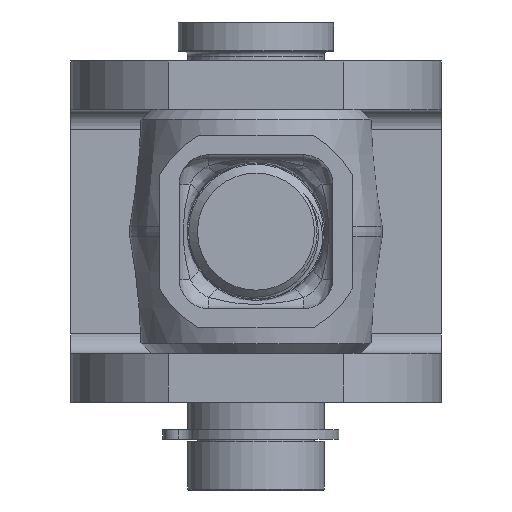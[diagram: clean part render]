
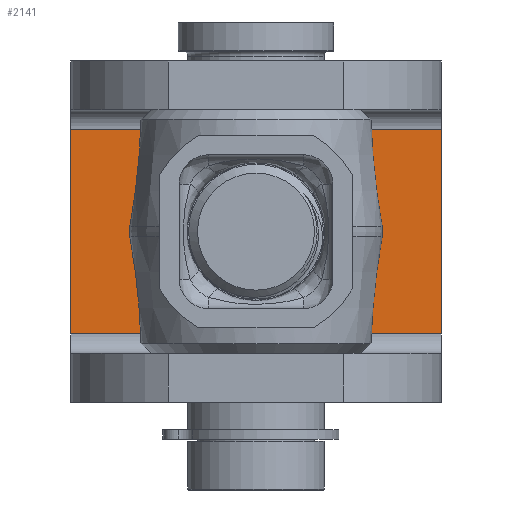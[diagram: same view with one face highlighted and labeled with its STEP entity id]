
A CAD part, left-side view. The second image highlights one B-rep face of the part: STEP entity #2141.
In plain terms, the highlighted face is planar.
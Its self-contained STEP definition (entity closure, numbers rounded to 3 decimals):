
#73=FACE_BOUND('',#631,.T.);
#104=PLANE('',#2474);
#192=LINE('',#7849,#299);
#198=LINE('',#7867,#305);
#199=LINE('',#7871,#306);
#200=LINE('',#7872,#307);
#299=VECTOR('',#2945,10.);
#305=VECTOR('',#2967,10.);
#306=VECTOR('',#2972,10.);
#307=VECTOR('',#2973,10.);
#493=FACE_OUTER_BOUND('',#630,.T.);
#630=EDGE_LOOP('',(#1889,#1890,#1891,#1892));
#631=EDGE_LOOP('',(#1893));
#821=CIRCLE('',#2437,5.25);
#1007=VERTEX_POINT('',#7765);
#1037=VERTEX_POINT('',#7846);
#1038=VERTEX_POINT('',#7848);
#1042=VERTEX_POINT('',#7866);
#1043=VERTEX_POINT('',#7870);
#1285=EDGE_CURVE('',#1007,#1007,#821,.T.);
#1325=EDGE_CURVE('',#1038,#1037,#192,.T.);
#1334=EDGE_CURVE('',#1042,#1038,#198,.T.);
#1336=EDGE_CURVE('',#1043,#1037,#199,.T.);
#1337=EDGE_CURVE('',#1042,#1043,#200,.T.);
#1889=ORIENTED_EDGE('',*,*,#1325,.T.);
#1890=ORIENTED_EDGE('',*,*,#1336,.F.);
#1891=ORIENTED_EDGE('',*,*,#1337,.F.);
#1892=ORIENTED_EDGE('',*,*,#1334,.T.);
#1893=ORIENTED_EDGE('',*,*,#1285,.T.);
#2141=ADVANCED_FACE('',(#493,#73),#104,.T.);
#2437=AXIS2_PLACEMENT_3D('',#7767,#2866,#2867);
#2474=AXIS2_PLACEMENT_3D('',#7869,#2970,#2971);
#2866=DIRECTION('center_axis',(0.,1.,0.));
#2867=DIRECTION('ref_axis',(-1.,0.,0.));
#2945=DIRECTION('',(-1.,0.,0.));
#2967=DIRECTION('',(0.,0.,1.));
#2970=DIRECTION('center_axis',(0.,-1.,0.));
#2971=DIRECTION('ref_axis',(0.,0.,-1.));
#2972=DIRECTION('',(0.,0.,1.));
#2973=DIRECTION('',(-1.,0.,0.));
#7765=CARTESIAN_POINT('',(22.75,37.,19.));
#7767=CARTESIAN_POINT('Origin',(17.5,37.,19.));
#7846=CARTESIAN_POINT('',(7.,37.,38.));
#7848=CARTESIAN_POINT('',(28.,37.,38.));
#7849=CARTESIAN_POINT('',(28.,37.,38.));
#7866=CARTESIAN_POINT('',(28.,37.,0.));
#7867=CARTESIAN_POINT('',(28.,37.,0.));
#7869=CARTESIAN_POINT('Origin',(28.,37.,0.));
#7870=CARTESIAN_POINT('',(7.,37.,0.));
#7871=CARTESIAN_POINT('',(7.,37.,0.));
#7872=CARTESIAN_POINT('',(28.,37.,0.));
